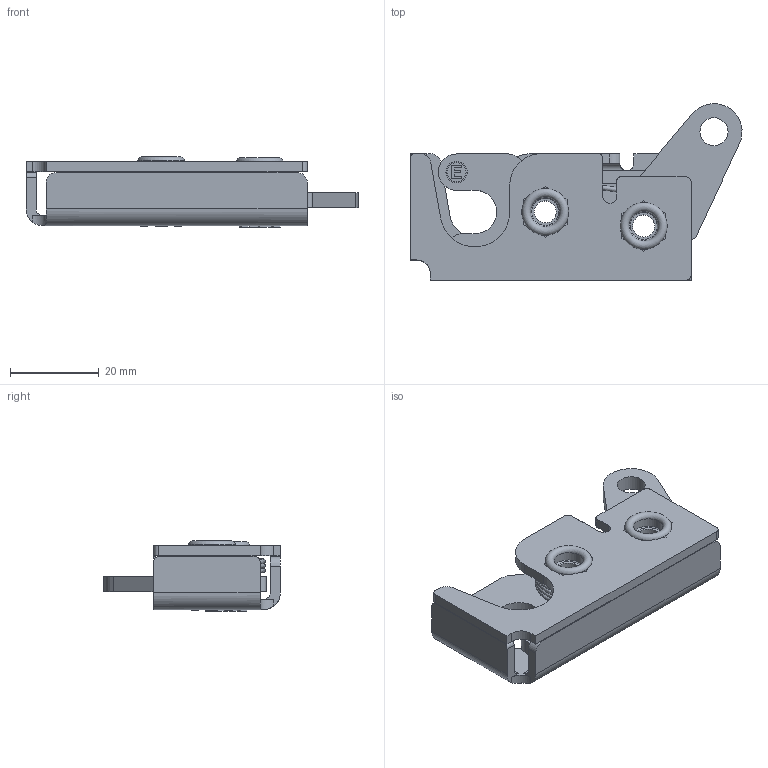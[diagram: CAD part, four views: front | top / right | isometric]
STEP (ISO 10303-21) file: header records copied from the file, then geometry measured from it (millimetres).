
FILE_DESCRIPTION(/* description */ (''),/* implementation_level */ '2;1');
FILE_NAME(/* name */ '8-240-SS L.stp',/* time_stamp */ '2015-06-01T11:20:29-04:00',/* author */ ('fredp'),/* organization */ ('Eberhard Manufacturing Company'),/* preprocessor_version */ 'ST-DEVELOPER v15.6',/* originating_system */ 'Autodesk Inventor 2015',/* authorisation */ '');
FILE_SCHEMA (('AUTOMOTIVE_DESIGN { 1 0 10303 214 3 1 1 }'));
Length unit declared in the file: inch
Products named in the file (1): 8-240-SS L_Shrinkwrap_1
Bounding box: 74.98 x 39.89 x 15.84 mm (x, y, z)
Volume: 13574.4 mm3; surface area: 14740.7 mm2
Topology: 1 solids, 1 shells, 587 faces, 1616 edges, 1066 vertices
Faces by surface type: plane 376, cylinder 115, bspline 64, torus 24, cone 8
Full cylindrical faces by diameter (mm): 1.016 x3, 2.337 x1, 3.175 x1, 4.318 x2, 4.826 x2, 4.978 x2, 6.35 x1, 6.629 x4, 8.42 x4, 11.112 x2, 11.367 x2, 12.7 x2
Entity records: 21794 total; most frequent: CARTESIAN_POINT 6642, ORIENTED_EDGE 3134, DIRECTION 2728, EDGE_CURVE 1567, LINE 1062, VECTOR 1062, VERTEX_POINT 1055, AXIS2_PLACEMENT_3D 833
